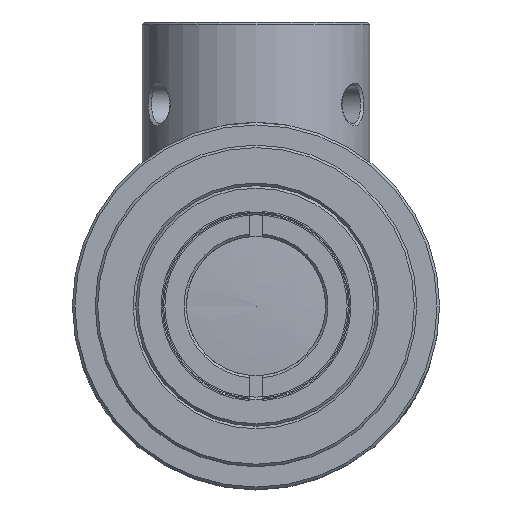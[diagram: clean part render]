
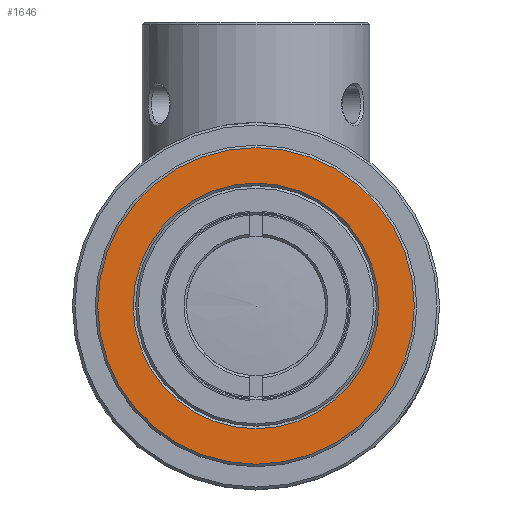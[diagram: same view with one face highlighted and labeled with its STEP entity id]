
A CAD part, top view. The second image highlights one B-rep face of the part: STEP entity #1646.
In plain terms, the highlighted planar face has unit normal (0, 0, 1).
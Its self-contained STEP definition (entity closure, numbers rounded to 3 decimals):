
#570=FACE_BOUND('',#2921,.T.);
#571=FACE_BOUND('',#2922,.T.);
#1646=ADVANCED_FACE('',(#570,#571),#2156,.T.);
#2156=PLANE('',#9667);
#2921=EDGE_LOOP('',(#4141));
#2922=EDGE_LOOP('',(#4142));
#3610=CIRCLE('',#9665,9.7);
#3611=CIRCLE('',#9666,12.5);
#4141=ORIENTED_EDGE('',*,*,#7373,.T.);
#4142=ORIENTED_EDGE('',*,*,#7374,.T.);
#6460=VERTEX_POINT('',#14936);
#6461=VERTEX_POINT('',#14938);
#7373=EDGE_CURVE('',#6460,#6460,#3610,.T.);
#7374=EDGE_CURVE('',#6461,#6461,#3611,.T.);
#9665=AXIS2_PLACEMENT_3D('',#14935,#10637,#10638);
#9666=AXIS2_PLACEMENT_3D('',#14937,#10639,#10640);
#9667=AXIS2_PLACEMENT_3D('',#14939,#10641,#10642);
#10637=DIRECTION('',(0.,0.,-1.));
#10638=DIRECTION('',(0.,-1.,0.));
#10639=DIRECTION('',(0.,0.,1.));
#10640=DIRECTION('',(0.,-1.,0.));
#10641=DIRECTION('',(0.,0.,1.));
#10642=DIRECTION('',(0.,-1.,0.));
#14935=CARTESIAN_POINT('',(0.,0.,85.924));
#14936=CARTESIAN_POINT('',(0.,-9.7,85.924));
#14937=CARTESIAN_POINT('',(0.,0.,85.924));
#14938=CARTESIAN_POINT('',(0.,-12.5,85.924));
#14939=CARTESIAN_POINT('',(0.,12.7,85.924));
